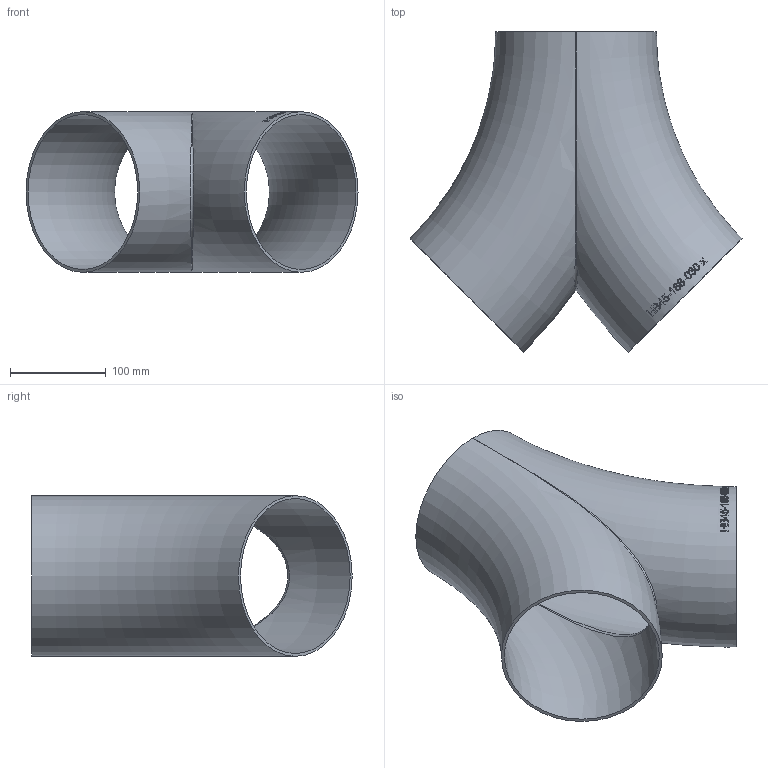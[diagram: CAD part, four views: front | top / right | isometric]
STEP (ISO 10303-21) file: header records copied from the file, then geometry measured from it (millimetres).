
FILE_DESCRIPTION (( 'STEP AP214' ), '1' );
FILE_NAME ('HB45-168-030-x Hosenbogen 45° 2006.STEP', '2020-05-29T10:21:56', ( '' ), ( '' ), 'SwSTEP 2.0', 'SolidWorks 2019', '' );
FILE_SCHEMA (( 'AUTOMOTIVE_DESIGN' ));
Length unit declared in the file: millimetre
Products named in the file (1): HB45-168-030-x Hosenbogen 45° 2006
Bounding box: 347.46 x 335.27 x 168.3 mm (x, y, z)
Volume: 626901 mm3; surface area: 421859.8 mm2
Topology: 1 solids, 1 shells, 196 faces, 522 edges, 345 vertices
Faces by surface type: bspline 166, torus 27, plane 3
Entity records: 31838 total; most frequent: CARTESIAN_POINT 26540, ORIENTED_EDGE 1008, EDGE_CURVE 504, B_SPLINE_CURVE_WITH_KNOTS 496, VERTEX_POINT 336, EDGE_LOOP 224, FACE_OUTER_BOUND 199, ADVANCED_FACE 195
